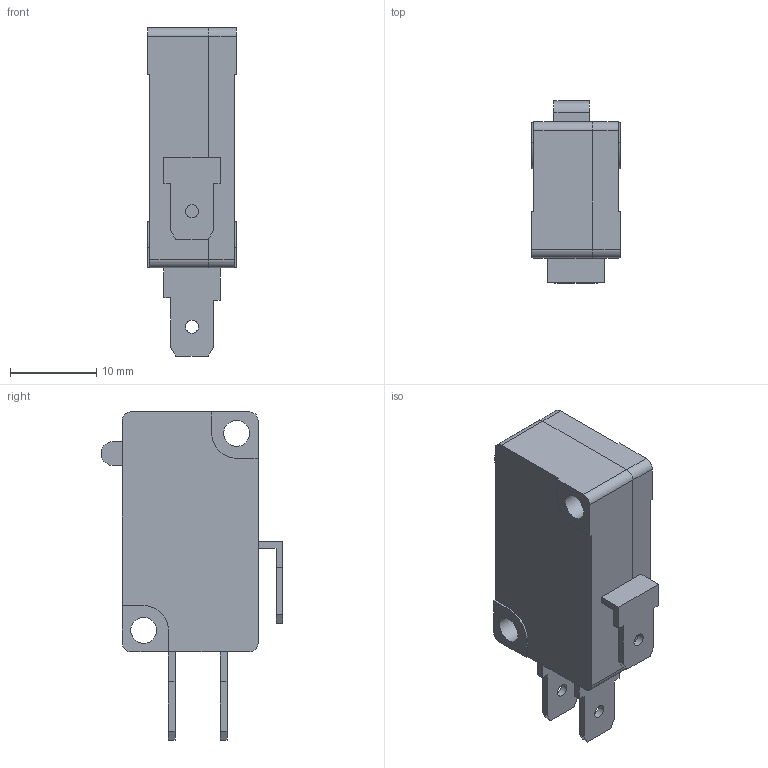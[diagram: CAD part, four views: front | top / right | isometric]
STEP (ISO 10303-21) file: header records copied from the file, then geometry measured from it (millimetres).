
FILE_DESCRIPTION(/* description */ (''),/* implementation_level */ '2;1');
FILE_NAME(/* name */ 'Microswitch.step',/* time_stamp */ '2019-03-31T13:08:24-05:00',/* author */ (''),/* organization */ (''),/* preprocessor_version */ 'ST-DEVELOPER v17.2',/* originating_system */ 'Autodesk Translation Framework v7.6.0.251',/* authorisation */ '');
FILE_SCHEMA (('AUTOMOTIVE_DESIGN { 1 0 10303 214 3 1 1 }'));
Length unit declared in the file: millimetre
Products named in the file (7): Microswitch; Case; NCTab; ComTab; NOTab; Lid; Button
Assembly tree (6 placements, depth 2):
  Microswitch
    Case
    NCTab
    ComTab
    NOTab
    Lid
    Button
Bounding box: 10.3 x 21.13 x 38.15 mm (x, y, z)
Volume: 4354.8 mm3; surface area: 3242.3 mm2
Topology: 6 solids, 6 shells, 87 faces, 225 edges, 150 vertices
Faces by surface type: plane 67, cylinder 20
Full cylindrical faces by diameter (mm): 1.5 x3, 3 x4
Entity records: 2901 total; most frequent: CARTESIAN_POINT 475, DIRECTION 465, ORIENTED_EDGE 450, EDGE_CURVE 225, LINE 185, VECTOR 185, VERTEX_POINT 150, AXIS2_PLACEMENT_3D 140
